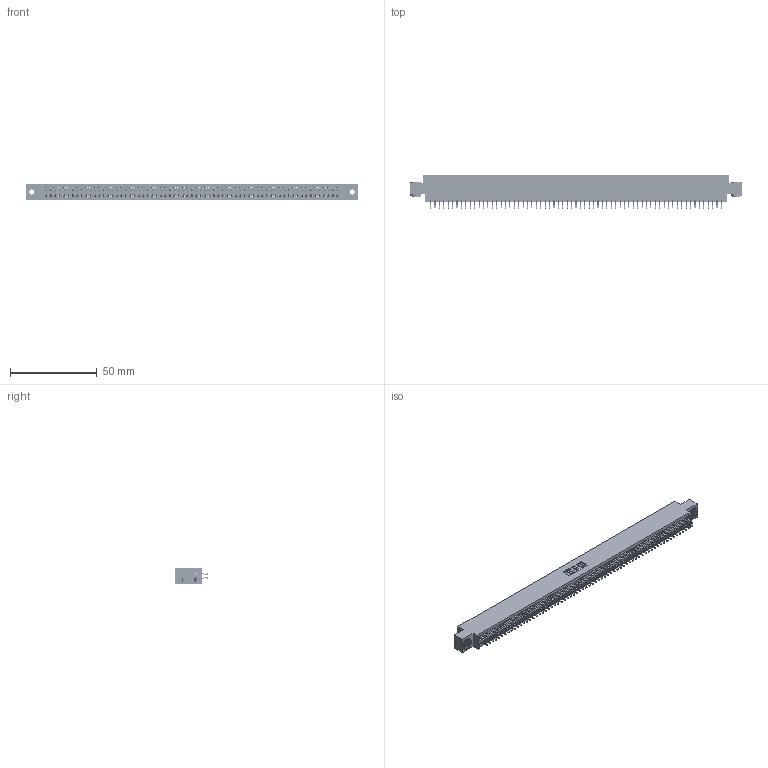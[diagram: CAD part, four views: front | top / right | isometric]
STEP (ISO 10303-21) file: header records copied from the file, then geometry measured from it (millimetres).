
FILE_DESCRIPTION (( 'STEP AP203' ), '1' );
FILE_NAME ('395-134-556-803.STEP', '2019-10-29T11:31:44', ( '' ), ( '' ), 'SwSTEP 2.0', 'SolidWorks 2016', '' );
FILE_SCHEMA (( 'CONFIG_CONTROL_DESIGN' ));
Length unit declared in the file: inch
Products named in the file (4): 345 Part_0.170 Offset - 0.156 Dia-TH; 345-292-001_556 Tail; 345-250-002_345-250-002-102; 395-134-556-803
Assembly tree (137 placements, depth 2):
  395-134-556-803
    345 Part_0.170 Offset - 0.156 Dia-TH
    345-292-001_556 Tail  x134
    345-250-002_345-250-002-102  x2
Bounding box: 191.39 x 19.24 x 9.4 mm (x, y, z)
Volume: 18724.5 mm3; surface area: 28393.2 mm2
Topology: 137 solids, 137 shells, 7672 faces, 22807 edges, 15022 vertices
Faces by surface type: plane 5052, cylinder 2612, cone 8
Entity records: 50206 total; most frequent: CARTESIAN_POINT 8383, ORIENTED_EDGE 8298, DIRECTION 7379, EDGE_CURVE 4149, VECTOR 3717, LINE 3717, VERTEX_POINT 2762, AXIS2_PLACEMENT_3D 1831
